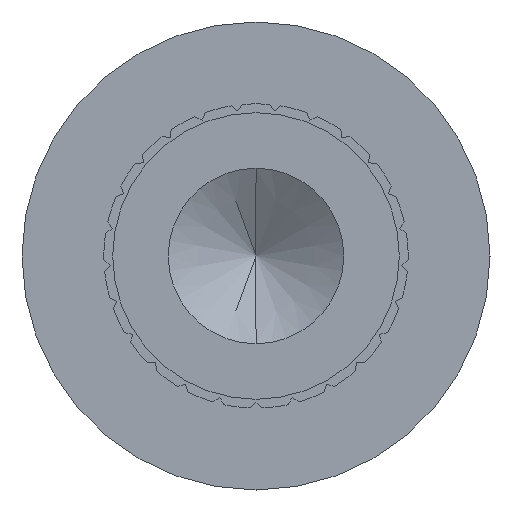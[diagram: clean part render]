
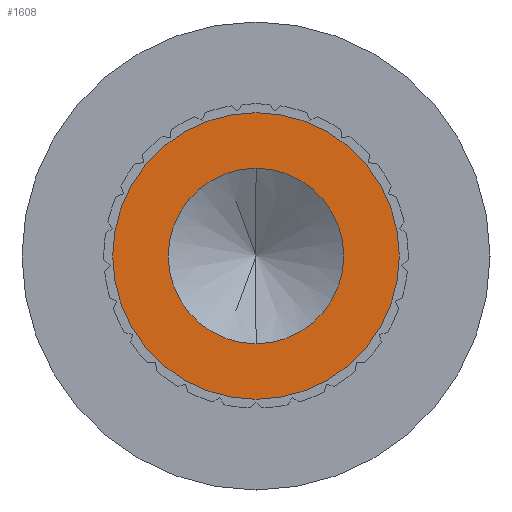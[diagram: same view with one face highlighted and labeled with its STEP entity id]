
A CAD part, front view. The second image highlights one B-rep face of the part: STEP entity #1608.
In plain terms, the highlighted planar face has unit normal (0, -1, 0).
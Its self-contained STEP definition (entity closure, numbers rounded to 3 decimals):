
#10 = DIRECTION ( 'NONE',  ( 0., -1., 0. ) ) ;
#52 = DIRECTION ( 'NONE',  ( 0., -1., 0. ) ) ;
#67 = VERTEX_POINT ( 'NONE', #1863 ) ;
#123 = AXIS2_PLACEMENT_3D ( 'NONE', #2033, #52, #227 ) ;
#227 = DIRECTION ( 'NONE',  ( 0., 0., -1. ) ) ;
#292 = ORIENTED_EDGE ( 'NONE', *, *, #2554, .F. ) ;
#310 = CIRCLE ( 'NONE', #123, 0.75 ) ;
#422 = DIRECTION ( 'NONE',  ( 0., 0., -1. ) ) ;
#578 = VERTEX_POINT ( 'NONE', #2422 ) ;
#641 = CARTESIAN_POINT ( 'NONE',  ( 0., -18., 0. ) ) ;
#776 = AXIS2_PLACEMENT_3D ( 'NONE', #1994, #10, #1330 ) ;
#822 = CIRCLE ( 'NONE', #776, 1.225 ) ;
#878 = EDGE_LOOP ( 'NONE', ( #292, #1176 ) ) ;
#919 = CIRCLE ( 'NONE', #2067, 1.225 ) ;
#965 = DIRECTION ( 'NONE',  ( 0., 0., 1. ) ) ;
#1054 = DIRECTION ( 'NONE',  ( 0., -1., 0. ) ) ;
#1058 = VERTEX_POINT ( 'NONE', #1779 ) ;
#1081 = CARTESIAN_POINT ( 'NONE',  ( 0., -18., -0.75 ) ) ;
#1176 = ORIENTED_EDGE ( 'NONE', *, *, #1380, .F. ) ;
#1210 = FACE_OUTER_BOUND ( 'NONE', #1716, .T. ) ;
#1223 = CARTESIAN_POINT ( 'NONE',  ( -1.225, -18., 0. ) ) ;
#1234 = ORIENTED_EDGE ( 'NONE', *, *, #2500, .T. ) ;
#1330 = DIRECTION ( 'NONE',  ( 0., 0., -1. ) ) ;
#1380 = EDGE_CURVE ( 'NONE', #1058, #1736, #1602, .T. ) ;
#1521 = DIRECTION ( 'NONE',  ( 0., -1., 0. ) ) ;
#1602 = CIRCLE ( 'NONE', #1974, 0.75 ) ;
#1608 = ADVANCED_FACE ( 'NONE', ( #2519, #1210 ), #1845, .F. ) ;
#1716 = EDGE_LOOP ( 'NONE', ( #1234, #2856 ) ) ;
#1736 = VERTEX_POINT ( 'NONE', #1081 ) ;
#1762 = DIRECTION ( 'NONE',  ( 0., 0., -1. ) ) ;
#1779 = CARTESIAN_POINT ( 'NONE',  ( 0., -18., 0.75 ) ) ;
#1789 = AXIS2_PLACEMENT_3D ( 'NONE', #1223, #2060, #965 ) ;
#1845 = PLANE ( 'NONE',  #1789 ) ;
#1863 = CARTESIAN_POINT ( 'NONE',  ( 0., -18., 1.225 ) ) ;
#1974 = AXIS2_PLACEMENT_3D ( 'NONE', #641, #1521, #422 ) ;
#1994 = CARTESIAN_POINT ( 'NONE',  ( 0., -18., 0. ) ) ;
#2033 = CARTESIAN_POINT ( 'NONE',  ( 0., -18., 0. ) ) ;
#2060 = DIRECTION ( 'NONE',  ( 0., 1., 0. ) ) ;
#2067 = AXIS2_PLACEMENT_3D ( 'NONE', #2369, #1054, #1762 ) ;
#2369 = CARTESIAN_POINT ( 'NONE',  ( 0., -18., 0. ) ) ;
#2419 = EDGE_CURVE ( 'NONE', #67, #578, #919, .T. ) ;
#2422 = CARTESIAN_POINT ( 'NONE',  ( 0., -18., -1.225 ) ) ;
#2500 = EDGE_CURVE ( 'NONE', #578, #67, #822, .T. ) ;
#2519 = FACE_BOUND ( 'NONE', #878, .T. ) ;
#2554 = EDGE_CURVE ( 'NONE', #1736, #1058, #310, .T. ) ;
#2856 = ORIENTED_EDGE ( 'NONE', *, *, #2419, .T. ) ;
